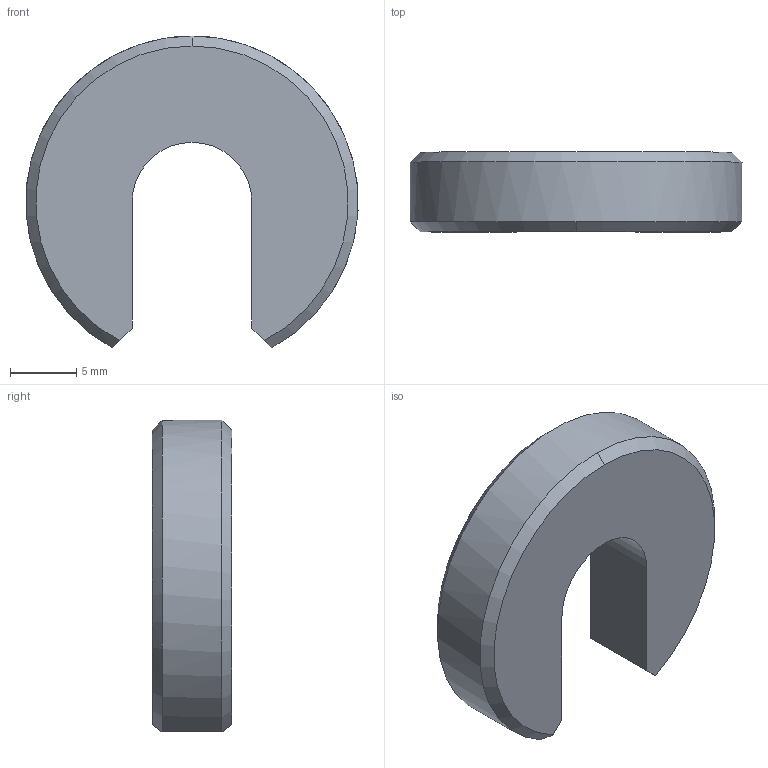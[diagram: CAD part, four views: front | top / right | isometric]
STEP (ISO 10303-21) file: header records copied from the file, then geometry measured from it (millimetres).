
FILE_DESCRIPTION (( 'STEP AP203' ), '1' );
FILE_NAME ('80804-20302849185694.step', '2007-03-02T13:49:20', ( 'SysAdmin' ), ( 'SolidWorks' ), 'SwSTEP 2.0', 'SolidWorks 2007', '' );
FILE_SCHEMA (( 'CONFIG_CONTROL_DESIGN' ));
Length unit declared in the file: millimetre
Products named in the file (1): 80804-20302849185694
Bounding box: 24.97 x 6 x 23.47 mm (x, y, z)
Volume: 2037.7 mm3; surface area: 1251.1 mm2
Topology: 1 solids, 1 shells, 11 faces, 27 edges, 18 vertices
Faces by surface type: plane 6, cone 3, cylinder 2
Entity records: 410 total; most frequent: CARTESIAN_POINT 69, DIRECTION 55, ORIENTED_EDGE 54, EDGE_CURVE 27, AXIS2_PLACEMENT_3D 20, VERTEX_POINT 18, LINE 15, VECTOR 15
